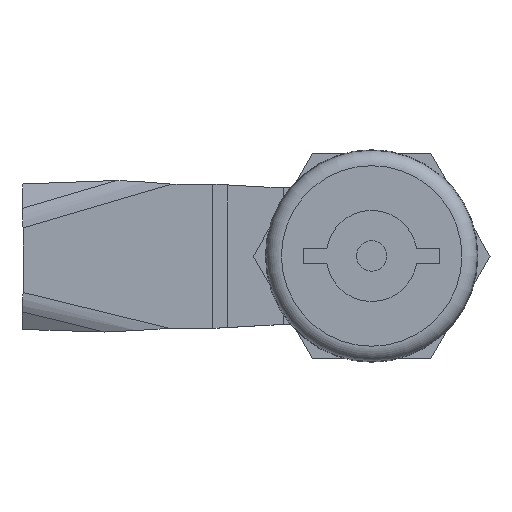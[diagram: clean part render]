
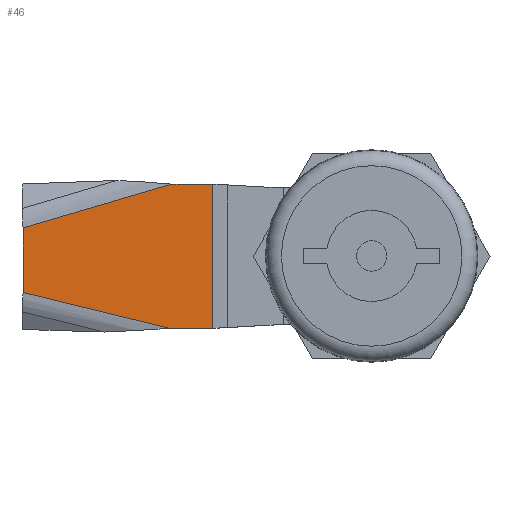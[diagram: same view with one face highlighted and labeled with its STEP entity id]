
A CAD part, top view. The second image highlights one B-rep face of the part: STEP entity #46.
In plain terms, the highlighted planar face has unit normal (0, 0, 1).
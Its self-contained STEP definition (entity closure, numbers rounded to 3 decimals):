
#46 = ADVANCED_FACE ( 'NONE', ( #2415 ), #2129, .F. ) ;
#55 = VERTEX_POINT ( 'NONE', #431 ) ;
#85 = DIRECTION ( 'NONE',  ( -0.971, 0.238, 0. ) ) ;
#96 = ORIENTED_EDGE ( 'NONE', *, *, #1011, .F. ) ;
#204 = VERTEX_POINT ( 'NONE', #625 ) ;
#211 = AXIS2_PLACEMENT_3D ( 'NONE', #1916, #904, #1663 ) ;
#250 = VECTOR ( 'NONE', #1793, 1000. ) ;
#262 = VECTOR ( 'NONE', #545, 1000. ) ;
#270 = CARTESIAN_POINT ( 'NONE',  ( -21., -9.5, -17. ) ) ;
#288 = VECTOR ( 'NONE', #85, 1000. ) ;
#326 = VERTEX_POINT ( 'NONE', #1424 ) ;
#431 = CARTESIAN_POINT ( 'NONE',  ( -21., 9.5, -17. ) ) ;
#458 = LINE ( 'NONE', #1559, #1445 ) ;
#472 = CARTESIAN_POINT ( 'NONE',  ( -20.929, 9.5, -17. ) ) ;
#545 = DIRECTION ( 'NONE',  ( -1., 0., 0. ) ) ;
#614 = CARTESIAN_POINT ( 'NONE',  ( -21., 0., -17. ) ) ;
#625 = CARTESIAN_POINT ( 'NONE',  ( -45.929, -4.785, -17. ) ) ;
#676 = DIRECTION ( 'NONE',  ( 1., 0., 0. ) ) ;
#715 = LINE ( 'NONE', #614, #250 ) ;
#722 = VERTEX_POINT ( 'NONE', #1547 ) ;
#751 = EDGE_CURVE ( 'NONE', #2168, #55, #715, .T. ) ;
#904 = DIRECTION ( 'NONE',  ( 0., 0., -1. ) ) ;
#955 = ORIENTED_EDGE ( 'NONE', *, *, #2208, .F. ) ;
#1005 = VECTOR ( 'NONE', #676, 1000. ) ;
#1011 = EDGE_CURVE ( 'NONE', #2168, #722, #1244, .T. ) ;
#1047 = ORIENTED_EDGE ( 'NONE', *, *, #2478, .F. ) ;
#1070 = LINE ( 'NONE', #472, #1005 ) ;
#1080 = CARTESIAN_POINT ( 'NONE',  ( -20.929, -9.5, -17. ) ) ;
#1189 = LINE ( 'NONE', #2237, #1648 ) ;
#1239 = ORIENTED_EDGE ( 'NONE', *, *, #2174, .F. ) ;
#1244 = LINE ( 'NONE', #1080, #262 ) ;
#1350 = ORIENTED_EDGE ( 'NONE', *, *, #751, .T. ) ;
#1367 = EDGE_LOOP ( 'NONE', ( #2085, #96, #1350, #955, #1047, #1239 ) ) ;
#1424 = CARTESIAN_POINT ( 'NONE',  ( -26.312, 9.5, -17. ) ) ;
#1445 = VECTOR ( 'NONE', #1753, 1000. ) ;
#1460 = EDGE_CURVE ( 'NONE', #722, #204, #1929, .T. ) ;
#1547 = CARTESIAN_POINT ( 'NONE',  ( -26.684, -9.5, -17. ) ) ;
#1559 = CARTESIAN_POINT ( 'NONE',  ( -4.651, 15.855, -17. ) ) ;
#1648 = VECTOR ( 'NONE', #2049, 1000. ) ;
#1663 = DIRECTION ( 'NONE',  ( -1., 0., 0. ) ) ;
#1753 = DIRECTION ( 'NONE',  ( 0.96, 0.282, 0. ) ) ;
#1788 = VERTEX_POINT ( 'NONE', #1924 ) ;
#1793 = DIRECTION ( 'NONE',  ( 0., 1., 0. ) ) ;
#1916 = CARTESIAN_POINT ( 'NONE',  ( 0., 0., -17. ) ) ;
#1924 = CARTESIAN_POINT ( 'NONE',  ( -45.929, 3.745, -17. ) ) ;
#1929 = LINE ( 'NONE', #2466, #288 ) ;
#2049 = DIRECTION ( 'NONE',  ( 0., 1., 0. ) ) ;
#2085 = ORIENTED_EDGE ( 'NONE', *, *, #1460, .F. ) ;
#2129 = PLANE ( 'NONE',  #211 ) ;
#2168 = VERTEX_POINT ( 'NONE', #270 ) ;
#2174 = EDGE_CURVE ( 'NONE', #204, #1788, #1189, .T. ) ;
#2208 = EDGE_CURVE ( 'NONE', #326, #55, #1070, .T. ) ;
#2237 = CARTESIAN_POINT ( 'NONE',  ( -45.929, 9.5, -17. ) ) ;
#2415 = FACE_OUTER_BOUND ( 'NONE', #1367, .T. ) ;
#2466 = CARTESIAN_POINT ( 'NONE',  ( -3.706, -15.129, -17. ) ) ;
#2478 = EDGE_CURVE ( 'NONE', #1788, #326, #458, .T. ) ;
